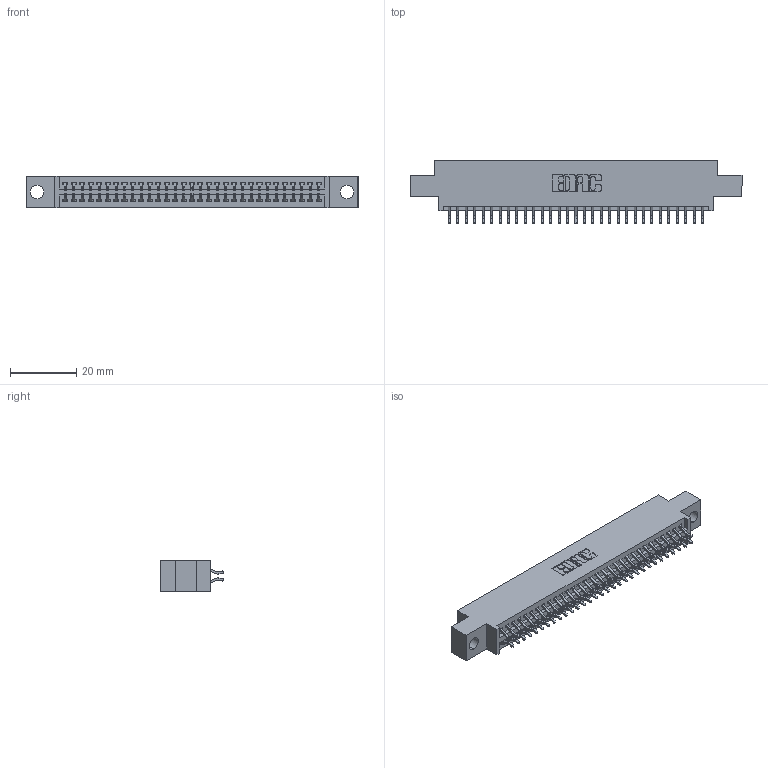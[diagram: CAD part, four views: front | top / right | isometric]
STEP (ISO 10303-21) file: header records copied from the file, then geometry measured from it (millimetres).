
FILE_DESCRIPTION (( 'STEP AP203' ), '1' );
FILE_NAME ('395-062-556-804.STEP', '2021-06-17T02:41:27', ( '' ), ( '' ), 'SwSTEP 2.0', 'SolidWorks 2020', '' );
FILE_SCHEMA (( 'CONFIG_CONTROL_DESIGN' ));
Length unit declared in the file: inch
Products named in the file (3): 345-292-001_556 Tail; 395-062-556-804; 345 Part_0.170 Offset - 0.156 Dia-TI
Assembly tree (63 placements, depth 2):
  395-062-556-804
    345 Part_0.170 Offset - 0.156 Dia-TI
    345-292-001_556 Tail  x62
Bounding box: 99.95 x 19.24 x 9.4 mm (x, y, z)
Volume: 9385.3 mm3; surface area: 13600.7 mm2
Topology: 63 solids, 63 shells, 3616 faces, 10743 edges, 7078 vertices
Faces by surface type: plane 2392, cylinder 1224
Entity records: 26575 total; most frequent: CARTESIAN_POINT 4486, ORIENTED_EDGE 4406, DIRECTION 3955, EDGE_CURVE 2203, VECTOR 1939, LINE 1939, VERTEX_POINT 1466, AXIS2_PLACEMENT_3D 1008
